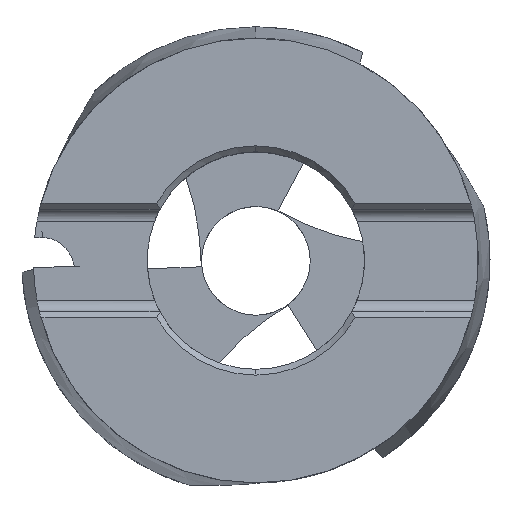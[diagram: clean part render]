
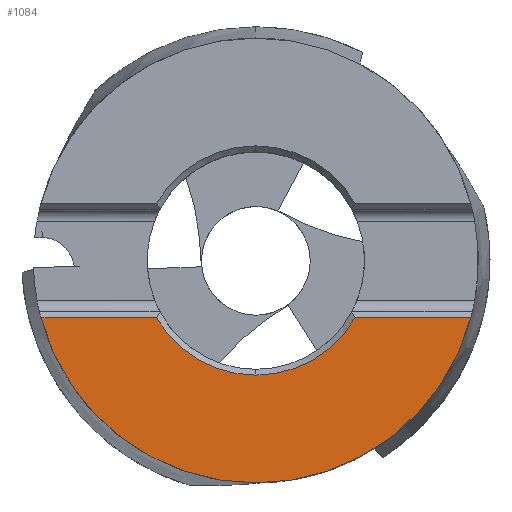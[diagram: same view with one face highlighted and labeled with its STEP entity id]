
A CAD part, top view. The second image highlights one B-rep face of the part: STEP entity #1084.
In plain terms, the highlighted planar face has unit normal (0, 0, 1).
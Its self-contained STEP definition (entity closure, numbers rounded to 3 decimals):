
#632=VERTEX_POINT('',#1757);
#852=VERTEX_POINT('',#1994);
#896=VERTEX_POINT('',#2040);
#900=VERTEX_POINT('',#2044);
#910=EDGE_CURVE('',#1318,#852,#2054,.T.);
#1084=ADVANCED_FACE('',(#2236),#2237,.T.);
#1096=EDGE_CURVE('',#900,#1318,#2249,.T.);
#1112=EDGE_CURVE('',#1250,#632,#2266,.T.);
#1170=EDGE_CURVE('',#900,#896,#2331,.T.);
#1250=VERTEX_POINT('',#2420);
#1318=VERTEX_POINT('',#2500);
#1462=EDGE_CURVE('',#896,#1250,#2657,.T.);
#1518=EDGE_CURVE('',#632,#852,#2718,.T.);
#1757=CARTESIAN_POINT('',(-10.046,-5.8,0.));
#1994=CARTESIAN_POINT('',(-21.74,-5.8,0.0));
#2040=CARTESIAN_POINT('',(10.046,-5.8,0.));
#2044=CARTESIAN_POINT('',(21.74,-5.8,0.0));
#2054=CIRCLE('',#3722,22.5);
#2236=FACE_OUTER_BOUND('',#4152,.T.);
#2237=PLANE('',#4153);
#2249=CIRCLE('',#4185,22.5);
#2266=CIRCLE('',#4219,11.6);
#2331=LINE('',#4360,#4361);
#2420=CARTESIAN_POINT('',(0.,-11.6,0.0));
#2500=CARTESIAN_POINT('',(0.,-22.5,0.0));
#2657=CIRCLE('',#5087,11.6);
#2718=LINE('',#5217,#5218);
#3722=AXIS2_PLACEMENT_3D('',#5898,#5899,#5900);
#4152=EDGE_LOOP('',(#6042,#6043,#6044,#6045,#6046,#6047));
#4153=AXIS2_PLACEMENT_3D('',#6048,#6049,#6050);
#4185=AXIS2_PLACEMENT_3D('',#6054,#6055,#6056);
#4219=AXIS2_PLACEMENT_3D('',#6071,#6072,#6073);
#4360=CARTESIAN_POINT('',(11.25,-5.8,0.0));
#4361=VECTOR('',#6167,1.0);
#5087=AXIS2_PLACEMENT_3D('',#6625,#6626,#6627);
#5217=CARTESIAN_POINT('',(11.25,-5.8,0.0));
#5218=VECTOR('',#6693,1.0);
#5898=CARTESIAN_POINT('',(0.0,0.0,0.0));
#5899=DIRECTION('',(0.0,0.0,-1.0));
#5900=DIRECTION('',(0.0,1.0,0.0));
#6042=ORIENTED_EDGE('',*,*,#1518,.T.);
#6043=ORIENTED_EDGE('',*,*,#910,.F.);
#6044=ORIENTED_EDGE('',*,*,#1096,.F.);
#6045=ORIENTED_EDGE('',*,*,#1170,.T.);
#6046=ORIENTED_EDGE('',*,*,#1462,.T.);
#6047=ORIENTED_EDGE('',*,*,#1112,.T.);
#6048=CARTESIAN_POINT('',(0.0,11.25,0.0));
#6049=DIRECTION('',(-0.0,0.0,1.0));
#6050=DIRECTION('',(0.0,-1.0,0.0));
#6054=CARTESIAN_POINT('',(0.0,0.0,0.0));
#6055=DIRECTION('',(0.0,0.0,-1.0));
#6056=DIRECTION('',(0.0,1.0,0.0));
#6071=CARTESIAN_POINT('',(0.0,0.0,0.0));
#6072=DIRECTION('',(-0.0,0.0,-1.0));
#6073=DIRECTION('',(0.0,1.0,0.0));
#6167=DIRECTION('',(-1.0,-0.0,0.0));
#6625=CARTESIAN_POINT('',(0.0,0.0,0.0));
#6626=DIRECTION('',(-0.0,0.0,-1.0));
#6627=DIRECTION('',(0.0,1.0,0.0));
#6693=DIRECTION('',(-1.0,-0.0,0.0));
